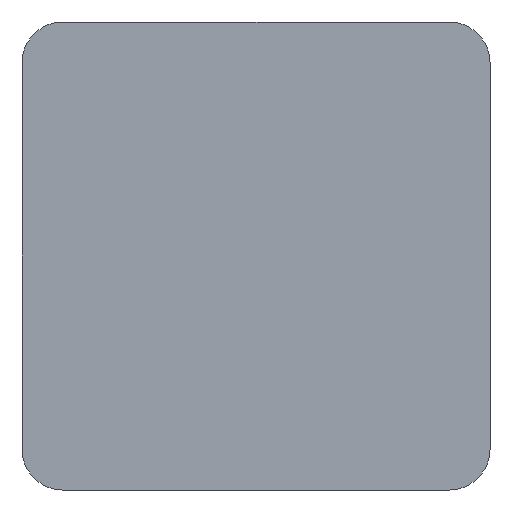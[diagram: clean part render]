
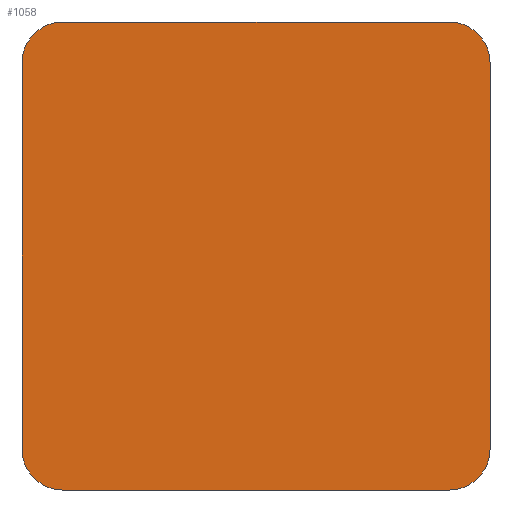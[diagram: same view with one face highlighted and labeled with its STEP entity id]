
A CAD part, front view. The second image highlights one B-rep face of the part: STEP entity #1058.
In plain terms, the highlighted planar face has unit normal (0, -1, 0).
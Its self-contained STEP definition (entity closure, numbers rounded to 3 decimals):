
#60=CIRCLE('',#1154,3.5);
#61=CIRCLE('',#1157,3.5);
#62=CIRCLE('',#1158,3.5);
#63=CIRCLE('',#1159,3.5);
#100=FACE_OUTER_BOUND('',#162,.T.);
#162=EDGE_LOOP('',(#861,#862,#863,#864,#865,#866,#867,#868));
#257=LINE('',#1789,#379);
#259=LINE('',#1793,#381);
#260=LINE('',#1797,#382);
#261=LINE('',#1801,#383);
#379=VECTOR('',#1370,10.);
#381=VECTOR('',#1374,10.);
#382=VECTOR('',#1377,10.);
#383=VECTOR('',#1380,10.);
#491=VERTEX_POINT('',#1782);
#492=VERTEX_POINT('',#1784);
#493=VERTEX_POINT('',#1788);
#494=VERTEX_POINT('',#1792);
#495=VERTEX_POINT('',#1794);
#496=VERTEX_POINT('',#1796);
#497=VERTEX_POINT('',#1798);
#498=VERTEX_POINT('',#1800);
#620=EDGE_CURVE('',#491,#492,#60,.T.);
#622=EDGE_CURVE('',#493,#492,#257,.T.);
#624=EDGE_CURVE('',#491,#494,#259,.T.);
#625=EDGE_CURVE('',#495,#494,#61,.T.);
#626=EDGE_CURVE('',#495,#496,#260,.T.);
#627=EDGE_CURVE('',#497,#496,#62,.T.);
#628=EDGE_CURVE('',#497,#498,#261,.T.);
#629=EDGE_CURVE('',#493,#498,#63,.T.);
#861=ORIENTED_EDGE('',*,*,#620,.F.);
#862=ORIENTED_EDGE('',*,*,#624,.T.);
#863=ORIENTED_EDGE('',*,*,#625,.F.);
#864=ORIENTED_EDGE('',*,*,#626,.T.);
#865=ORIENTED_EDGE('',*,*,#627,.F.);
#866=ORIENTED_EDGE('',*,*,#628,.T.);
#867=ORIENTED_EDGE('',*,*,#629,.F.);
#868=ORIENTED_EDGE('',*,*,#622,.T.);
#1000=PLANE('',#1156);
#1058=ADVANCED_FACE('',(#100),#1000,.F.);
#1154=AXIS2_PLACEMENT_3D('',#1785,#1365,#1366);
#1156=AXIS2_PLACEMENT_3D('',#1791,#1372,#1373);
#1157=AXIS2_PLACEMENT_3D('',#1795,#1375,#1376);
#1158=AXIS2_PLACEMENT_3D('',#1799,#1378,#1379);
#1159=AXIS2_PLACEMENT_3D('',#1802,#1381,#1382);
#1365=DIRECTION('center_axis',(0.,1.,0.));
#1366=DIRECTION('ref_axis',(0.707,0.,-0.707));
#1370=DIRECTION('',(1.,0.,0.));
#1372=DIRECTION('center_axis',(0.,1.,0.));
#1373=DIRECTION('ref_axis',(1.,0.,0.));
#1374=DIRECTION('',(0.,0.,1.));
#1375=DIRECTION('center_axis',(0.,1.,0.));
#1376=DIRECTION('ref_axis',(0.707,0.,0.707));
#1377=DIRECTION('',(-1.,0.,0.));
#1378=DIRECTION('center_axis',(0.,1.,0.));
#1379=DIRECTION('ref_axis',(-0.707,0.,0.707));
#1380=DIRECTION('',(0.,0.,-1.));
#1381=DIRECTION('center_axis',(0.,1.,0.));
#1382=DIRECTION('ref_axis',(-0.707,0.,-0.707));
#1782=CARTESIAN_POINT('',(90.,0.,-16.5));
#1784=CARTESIAN_POINT('',(86.5,0.,-20.));
#1785=CARTESIAN_POINT('Origin',(86.5,0.,-16.5));
#1788=CARTESIAN_POINT('',(53.5,0.,-20.));
#1789=CARTESIAN_POINT('',(50.,0.,-20.));
#1791=CARTESIAN_POINT('Origin',(70.,0.,0.));
#1792=CARTESIAN_POINT('',(90.,0.,16.5));
#1793=CARTESIAN_POINT('',(90.,0.,-20.));
#1794=CARTESIAN_POINT('',(86.5,0.,20.));
#1795=CARTESIAN_POINT('Origin',(86.5,0.,16.5));
#1796=CARTESIAN_POINT('',(53.5,0.,20.));
#1797=CARTESIAN_POINT('',(90.,0.,20.));
#1798=CARTESIAN_POINT('',(50.,0.,16.5));
#1799=CARTESIAN_POINT('Origin',(53.5,0.,16.5));
#1800=CARTESIAN_POINT('',(50.,0.,-16.5));
#1801=CARTESIAN_POINT('',(50.,0.,20.));
#1802=CARTESIAN_POINT('Origin',(53.5,0.,-16.5));
